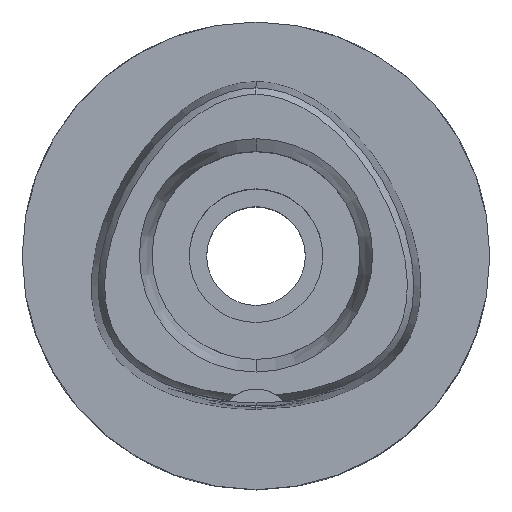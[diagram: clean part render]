
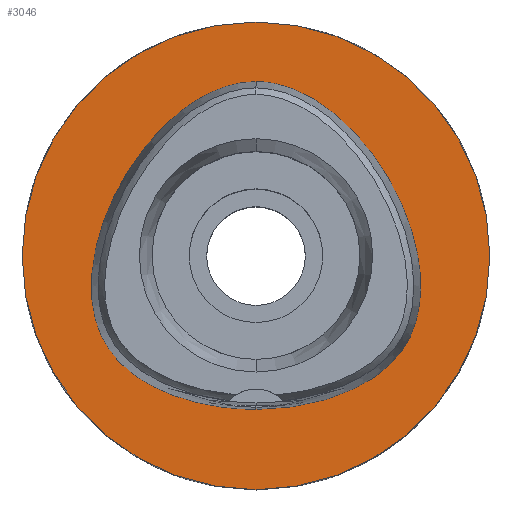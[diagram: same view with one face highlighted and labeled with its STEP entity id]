
A CAD part, top view. The second image highlights one B-rep face of the part: STEP entity #3046.
In plain terms, the highlighted planar face has unit normal (0, 0, 1).
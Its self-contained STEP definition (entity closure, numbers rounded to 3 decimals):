
#9 = VERTEX_POINT ( 'NONE', #4185 ) ;
#29 = CARTESIAN_POINT ( 'NONE',  ( 22.057, -6.848, 0. ) ) ;
#56 = CARTESIAN_POINT ( 'NONE',  ( 5.098, 22.526, 0. ) ) ;
#131 = VERTEX_POINT ( 'NONE', #4362 ) ;
#132 = CARTESIAN_POINT ( 'NONE',  ( 19.649, -12.825, 0. ) ) ;
#136 = EDGE_LOOP ( 'NONE', ( #456, #2271 ) ) ;
#279 = CIRCLE ( 'NONE', #2231, 31.5 ) ;
#311 = CARTESIAN_POINT ( 'NONE',  ( -5.098, 22.526, 0. ) ) ;
#401 = CARTESIAN_POINT ( 'NONE',  ( 0., -20.675, 0. ) ) ;
#413 = CARTESIAN_POINT ( 'NONE',  ( 0., -20.675, 0. ) ) ;
#456 = ORIENTED_EDGE ( 'NONE', *, *, #3170, .F. ) ;
#468 = CARTESIAN_POINT ( 'NONE',  ( 0., 23.475, 0. ) ) ;
#646 = FACE_BOUND ( 'NONE', #2500, .T. ) ;
#670 = PLANE ( 'NONE',  #2068 ) ;
#695 = CARTESIAN_POINT ( 'NONE',  ( 0., 23.475, 0. ) ) ;
#833 = CARTESIAN_POINT ( 'NONE',  ( -21.555, -8.996, 0. ) ) ;
#844 = CARTESIAN_POINT ( 'NONE',  ( 20.932, -10.604, 0. ) ) ;
#1037 = DIRECTION ( 'NONE',  ( 0., -1., 0. ) ) ;
#1083 = CARTESIAN_POINT ( 'NONE',  ( -14.408, 15.641, 0. ) ) ;
#1159 = CARTESIAN_POINT ( 'NONE',  ( -11.233, -18.893, 0. ) ) ;
#1303 = CARTESIAN_POINT ( 'NONE',  ( 18.068, 10.432, 0. ) ) ;
#1488 = CARTESIAN_POINT ( 'NONE',  ( -21.978, -0.281, 0. ) ) ;
#1608 = CARTESIAN_POINT ( 'NONE',  ( 2.565, 23.293, 0. ) ) ;
#1635 = CARTESIAN_POINT ( 'NONE',  ( 7.571, 21.315, 0. ) ) ;
#1687 = CARTESIAN_POINT ( 'NONE',  ( 2.114, -20.675, 0. ) ) ;
#1801 = EDGE_CURVE ( 'NONE', #131, #4152, #3026, .T. ) ;
#1807 = CARTESIAN_POINT ( 'NONE',  ( 0., 31.5, 0. ) ) ;
#1869 = CARTESIAN_POINT ( 'NONE',  ( -18.068, 10.432, 0. ) ) ;
#1894 = VERTEX_POINT ( 'NONE', #1807 ) ;
#2008 = CARTESIAN_POINT ( 'NONE',  ( 6.341, -20.298, 0. ) ) ;
#2040 = CARTESIAN_POINT ( 'NONE',  ( 20.749, 4.657, 0. ) ) ;
#2044 = ORIENTED_EDGE ( 'NONE', *, *, #1801, .F. ) ;
#2068 = AXIS2_PLACEMENT_3D ( 'NONE', #2200, #3726, #4043 ) ;
#2200 = CARTESIAN_POINT ( 'NONE',  ( 0., 0., 0. ) ) ;
#2225 = DIRECTION ( 'NONE',  ( 0., 0., -1. ) ) ;
#2231 = AXIS2_PLACEMENT_3D ( 'NONE', #4179, #3847, #3420 ) ;
#2245 = CARTESIAN_POINT ( 'NONE',  ( -0.855, 23.475, 0. ) ) ;
#2271 = ORIENTED_EDGE ( 'NONE', *, *, #4722, .F. ) ;
#2362 = CARTESIAN_POINT ( 'NONE',  ( 11.233, -18.893, 0. ) ) ;
#2418 = CARTESIAN_POINT ( 'NONE',  ( 10.746, 19.174, 0. ) ) ;
#2448 = CARTESIAN_POINT ( 'NONE',  ( 18.568, -14.169, 0. ) ) ;
#2500 = EDGE_LOOP ( 'NONE', ( #3119, #2044 ) ) ;
#2627 = CARTESIAN_POINT ( 'NONE',  ( -22.245, -4.1, 0. ) ) ;
#2758 = CARTESIAN_POINT ( 'NONE',  ( -2.114, -20.675, 0. ) ) ;
#2975 = CARTESIAN_POINT ( 'NONE',  ( 0., 0., 0. ) ) ;
#3026 = B_SPLINE_CURVE_WITH_KNOTS ( 'NONE', 3,
 ( #401, #1687, #2008, #2362, #3103, #4653, #2448, #132, #3130, #844, #3185, #29, #3903, #4353, #2040, #1303, #3517, #2418, #1635, #56, #1608, #3542, #4756 ),
 .UNSPECIFIED., .F., .F.,
 ( 4, 1, 1, 1, 1, 1, 1, 1, 1, 1, 1, 1, 1, 1, 1, 1, 1, 1, 1, 1, 4 ),
 ( 0., 0.083, 0.167, 0.208, 0.25, 0.292, 0.313, 0.333, 0.354, 0.375, 0.417, 0.458, 0.5, 0.583, 0.667, 0.75, 0.833, 0.875, 0.917, 0.958, 1. ),
 .UNSPECIFIED. ) ;
#3044 = CARTESIAN_POINT ( 'NONE',  ( -19.649, -12.825, 0. ) ) ;
#3046 = ADVANCED_FACE ( 'NONE', ( #4108, #646 ), #670, .F. ) ;
#3103 = CARTESIAN_POINT ( 'NONE',  ( 14.673, -17.214, 0. ) ) ;
#3119 = ORIENTED_EDGE ( 'NONE', *, *, #4458, .F. ) ;
#3130 = CARTESIAN_POINT ( 'NONE',  ( 20.35, -11.749, 0. ) ) ;
#3170 = EDGE_CURVE ( 'NONE', #1894, #9, #279, .T. ) ;
#3185 = CARTESIAN_POINT ( 'NONE',  ( 21.555, -8.996, 0. ) ) ;
#3401 = CARTESIAN_POINT ( 'NONE',  ( -20.749, 4.657, 0. ) ) ;
#3420 = DIRECTION ( 'NONE',  ( 0., 1., 0. ) ) ;
#3432 = CARTESIAN_POINT ( 'NONE',  ( -20.35, -11.749, 0. ) ) ;
#3517 = CARTESIAN_POINT ( 'NONE',  ( 14.408, 15.641, 0. ) ) ;
#3542 = CARTESIAN_POINT ( 'NONE',  ( 0.855, 23.475, 0. ) ) ;
#3726 = DIRECTION ( 'NONE',  ( 0., 0., -1. ) ) ;
#3775 = CARTESIAN_POINT ( 'NONE',  ( -2.565, 23.293, 0. ) ) ;
#3847 = DIRECTION ( 'NONE',  ( 0., 0., -1. ) ) ;
#3903 = CARTESIAN_POINT ( 'NONE',  ( 22.245, -4.1, 0. ) ) ;
#4043 = DIRECTION ( 'NONE',  ( 0., -1., 0. ) ) ;
#4108 = FACE_OUTER_BOUND ( 'NONE', #136, .T. ) ;
#4152 = VERTEX_POINT ( 'NONE', #468 ) ;
#4156 = CARTESIAN_POINT ( 'NONE',  ( -10.746, 19.174, 0. ) ) ;
#4179 = CARTESIAN_POINT ( 'NONE',  ( 0., 0., 0. ) ) ;
#4185 = CARTESIAN_POINT ( 'NONE',  ( 0., -31.5, 0. ) ) ;
#4190 = CARTESIAN_POINT ( 'NONE',  ( -18.568, -14.169, 0. ) ) ;
#4237 = CARTESIAN_POINT ( 'NONE',  ( -6.341, -20.298, 0. ) ) ;
#4274 = CIRCLE ( 'NONE', #4987, 31.5 ) ;
#4289 = CARTESIAN_POINT ( 'NONE',  ( -20.932, -10.604, 0. ) ) ;
#4353 = CARTESIAN_POINT ( 'NONE',  ( 21.978, -0.281, 0. ) ) ;
#4362 = CARTESIAN_POINT ( 'NONE',  ( 0., -20.675, 0. ) ) ;
#4458 = EDGE_CURVE ( 'NONE', #4152, #131, #4799, .T. ) ;
#4538 = CARTESIAN_POINT ( 'NONE',  ( -7.571, 21.315, 0. ) ) ;
#4573 = CARTESIAN_POINT ( 'NONE',  ( -14.673, -17.214, 0. ) ) ;
#4653 = CARTESIAN_POINT ( 'NONE',  ( 16.959, -15.678, 0. ) ) ;
#4722 = EDGE_CURVE ( 'NONE', #9, #1894, #4274, .T. ) ;
#4756 = CARTESIAN_POINT ( 'NONE',  ( 0., 23.475, 0. ) ) ;
#4799 = B_SPLINE_CURVE_WITH_KNOTS ( 'NONE', 3,
 ( #695, #2245, #3775, #311, #4538, #4156, #1083, #1869, #3401, #1488, #2627, #4928, #833, #4289, #3432, #3044, #4190, #4959, #4573, #1159, #4237, #2758, #413 ),
 .UNSPECIFIED., .F., .F.,
 ( 4, 1, 1, 1, 1, 1, 1, 1, 1, 1, 1, 1, 1, 1, 1, 1, 1, 1, 1, 1, 4 ),
 ( 0., 0.042, 0.083, 0.125, 0.167, 0.25, 0.333, 0.417, 0.5, 0.542, 0.583, 0.625, 0.646, 0.667, 0.688, 0.708, 0.75, 0.792, 0.833, 0.917, 1. ),
 .UNSPECIFIED. ) ;
#4928 = CARTESIAN_POINT ( 'NONE',  ( -22.057, -6.848, 0. ) ) ;
#4959 = CARTESIAN_POINT ( 'NONE',  ( -16.959, -15.678, 0. ) ) ;
#4987 = AXIS2_PLACEMENT_3D ( 'NONE', #2975, #2225, #1037 ) ;
